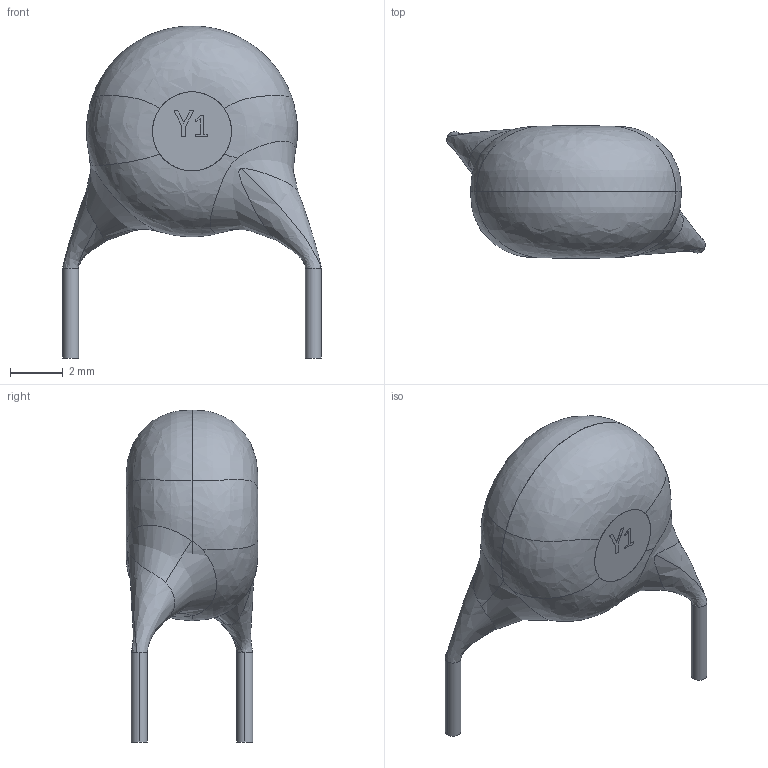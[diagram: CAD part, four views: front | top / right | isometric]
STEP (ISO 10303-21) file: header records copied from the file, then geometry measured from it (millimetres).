
FILE_DESCRIPTION (( 'STEP AP214' ), '1' );
FILE_NAME ('User Library-Y1 Cap.STEP', '2018-10-19T06:23:25', ( '' ), ( '' ), 'SwSTEP 2.0', 'SolidWorks 2018', '' );
FILE_SCHEMA (( 'AUTOMOTIVE_DESIGN' ));
Length unit declared in the file: millimetre
Products named in the file (1): User Library-Y1 Cap
Bounding box: 9.8 x 5 x 12.59 mm (x, y, z)
Volume: 414.4 mm3; surface area: 378.1 mm2
Topology: 4 solids, 4 shells, 62 faces, 150 edges, 98 vertices
Faces by surface type: bspline 32, plane 26, cylinder 4
Entity records: 4267 total; most frequent: CARTESIAN_POINT 2515, ORIENTED_EDGE 300, DIRECTION 172, EDGE_CURVE 150, VERTEX_POINT 98, EDGE_LOOP 64, B_SPLINE_CURVE_WITH_KNOTS 64, VECTOR 62
